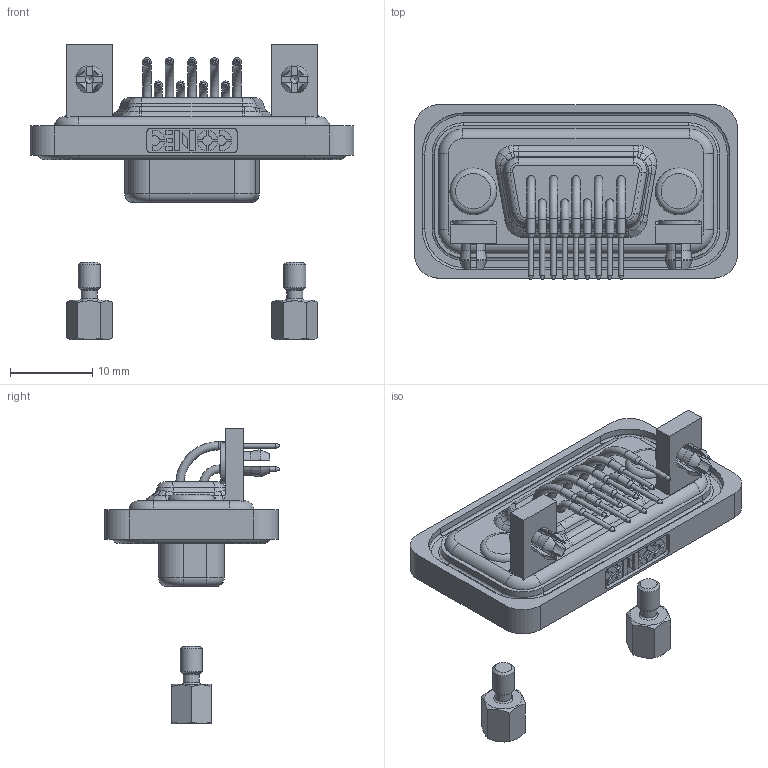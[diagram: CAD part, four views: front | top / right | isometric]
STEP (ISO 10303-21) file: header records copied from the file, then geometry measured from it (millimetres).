
FILE_DESCRIPTION(/* description */ (''),/* implementation_level */ '2;1');
FILE_NAME(/* name */ '6STD09SAT99S40X.step',/* time_stamp */ '2020-05-26T18:53:53-04:00',/* author */ (''),/* organization */ (''),/* preprocessor_version */ 'ST-DEVELOPER v18.1',/* originating_system */ 'Autodesk Translation Framework v9.3.0.1241',/* authorisation */ '');
FILE_SCHEMA (('AUTOMOTIVE_DESIGN { 1 0 10303 214 3 1 1 }'));
Length unit declared in the file: millimetre
Products named in the file (1): 6STD09SAT99S40X
Bounding box: 39.4 x 21.25 x 35.9 mm (x, y, z)
Volume: 4516.6 mm3; surface area: 7264.2 mm2
Topology: 3 solids, 16 shells, 1507 faces, 3968 edges, 2524 vertices
Faces by surface type: plane 734, cylinder 364, bspline 220, cone 101, torus 88
Full cylindrical faces by diameter (mm): 0.64 x9, 1.01 x18, 1.2 x9, 1.6 x1, 1.95 x2, 2.1 x9, 2.156 x4, 2.7 x2, 3.18 x2, 4 x4, 4.15 x2, 4.3 x4, 5 x4, 5.3 x2
Entity records: 50780 total; most frequent: CARTESIAN_POINT 13634, ORIENTED_EDGE 7928, DIRECTION 7036, EDGE_CURVE 3964, VERTEX_POINT 2524, AXIS2_PLACEMENT_3D 2376, LINE 2284, VECTOR 2284
